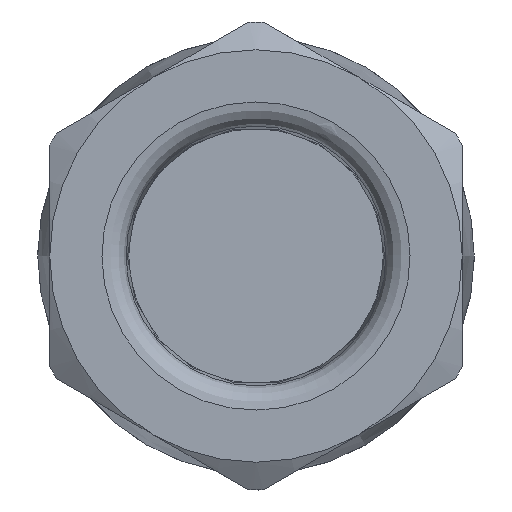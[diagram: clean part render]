
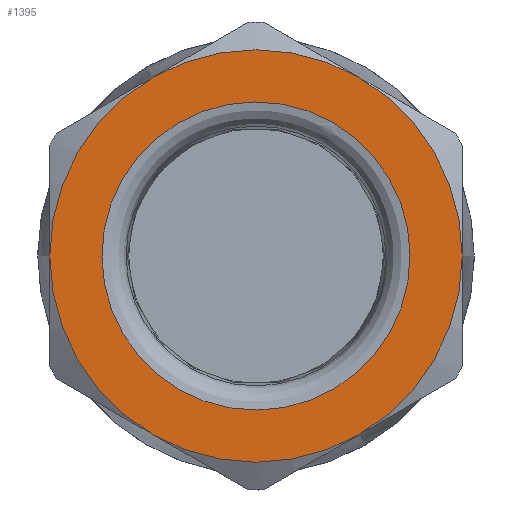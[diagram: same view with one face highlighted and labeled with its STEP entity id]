
A CAD part, left-side view. The second image highlights one B-rep face of the part: STEP entity #1395.
In plain terms, the highlighted planar face has unit normal (-1, 0, 0).
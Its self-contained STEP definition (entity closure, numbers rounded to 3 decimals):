
#963=B_SPLINE_CURVE_WITH_KNOTS('',3,(#5455,#5456,#5457,#5458),
 .UNSPECIFIED.,.F.,.F.,(4,4),(0.,1.),.UNSPECIFIED.);
#968=B_SPLINE_CURVE_WITH_KNOTS('',3,(#5520,#5521,#5522,#5523),
 .UNSPECIFIED.,.F.,.F.,(4,4),(0.,1.),.UNSPECIFIED.);
#973=B_SPLINE_CURVE_WITH_KNOTS('',3,(#5561,#5562,#5563,#5564),
 .UNSPECIFIED.,.F.,.F.,(4,4),(0.,1.),.UNSPECIFIED.);
#979=B_SPLINE_CURVE_WITH_KNOTS('',3,(#5631,#5632,#5633,#5634),
 .UNSPECIFIED.,.F.,.F.,(4,4),(0.,1.),.UNSPECIFIED.);
#981=B_SPLINE_CURVE_WITH_KNOTS('',3,(#5662,#5663,#5664,#5665),
 .UNSPECIFIED.,.F.,.F.,(4,4),(0.,1.),.UNSPECIFIED.);
#983=B_SPLINE_CURVE_WITH_KNOTS('',3,(#5691,#5692,#5693,#5694),
 .UNSPECIFIED.,.F.,.F.,(4,4),(0.,1.),.UNSPECIFIED.);
#1395=ADVANCED_FACE('',(#1543,#1544),#1473,.T.);
#1473=PLANE('',#3178);
#1543=FACE_BOUND('',#1698,.T.);
#1544=FACE_BOUND('',#1699,.T.);
#1698=EDGE_LOOP('',(#2285));
#1699=EDGE_LOOP('',(#2286,#2287,#2288,#2289,#2290,#2291,#2292,#2293,#2294,
#2295,#2296,#2297));
#2285=ORIENTED_EDGE('',*,*,#2823,.T.);
#2286=ORIENTED_EDGE('',*,*,#2874,.T.);
#2287=ORIENTED_EDGE('',*,*,#2872,.F.);
#2288=ORIENTED_EDGE('',*,*,#2826,.T.);
#2289=ORIENTED_EDGE('',*,*,#2840,.F.);
#2290=ORIENTED_EDGE('',*,*,#2841,.T.);
#2291=ORIENTED_EDGE('',*,*,#2850,.F.);
#2292=ORIENTED_EDGE('',*,*,#2875,.T.);
#2293=ORIENTED_EDGE('',*,*,#2876,.F.);
#2294=ORIENTED_EDGE('',*,*,#2877,.T.);
#2295=ORIENTED_EDGE('',*,*,#2856,.F.);
#2296=ORIENTED_EDGE('',*,*,#2858,.T.);
#2297=ORIENTED_EDGE('',*,*,#2867,.F.);
#2532=VERTEX_POINT('',#5338);
#2535=VERTEX_POINT('',#5380);
#2536=VERTEX_POINT('',#5381);
#2545=VERTEX_POINT('',#5454);
#2546=VERTEX_POINT('',#5461);
#2551=VERTEX_POINT('',#5519);
#2554=VERTEX_POINT('',#5560);
#2555=VERTEX_POINT('',#5565);
#2556=VERTEX_POINT('',#5572);
#2561=VERTEX_POINT('',#5630);
#2564=VERTEX_POINT('',#5666);
#2565=VERTEX_POINT('',#5690);
#2566=VERTEX_POINT('',#5695);
#2823=EDGE_CURVE('',#2532,#2532,#2960,.T.);
#2826=EDGE_CURVE('',#2535,#2536,#2963,.T.);
#2840=EDGE_CURVE('',#2545,#2536,#963,.T.);
#2841=EDGE_CURVE('',#2545,#2546,#2968,.T.);
#2850=EDGE_CURVE('',#2551,#2546,#968,.T.);
#2856=EDGE_CURVE('',#2554,#2555,#973,.T.);
#2858=EDGE_CURVE('',#2554,#2556,#2971,.T.);
#2867=EDGE_CURVE('',#2561,#2556,#979,.T.);
#2872=EDGE_CURVE('',#2535,#2564,#981,.T.);
#2874=EDGE_CURVE('',#2561,#2564,#2976,.T.);
#2875=EDGE_CURVE('',#2551,#2565,#2977,.T.);
#2876=EDGE_CURVE('',#2566,#2565,#983,.T.);
#2877=EDGE_CURVE('',#2566,#2555,#2978,.T.);
#2960=CIRCLE('',#3149,6.354);
#2963=CIRCLE('',#3153,8.502);
#2968=CIRCLE('',#3160,8.502);
#2971=CIRCLE('',#3166,8.502);
#2976=CIRCLE('',#3175,8.502);
#2977=CIRCLE('',#3176,8.502);
#2978=CIRCLE('',#3177,8.502);
#3149=AXIS2_PLACEMENT_3D('',#5337,#3653,#3654);
#3153=AXIS2_PLACEMENT_3D('',#5379,#3661,#3662);
#3160=AXIS2_PLACEMENT_3D('',#5460,#3678,#3679);
#3166=AXIS2_PLACEMENT_3D('',#5571,#3693,#3694);
#3175=AXIS2_PLACEMENT_3D('',#5672,#3714,#3715);
#3176=AXIS2_PLACEMENT_3D('',#5689,#3716,#3717);
#3177=AXIS2_PLACEMENT_3D('',#5696,#3718,#3719);
#3178=AXIS2_PLACEMENT_3D('',#5697,#3720,#3721);
#3653=DIRECTION('',(1.,0.,0.));
#3654=DIRECTION('',(0.,-0.496,0.868));
#3661=DIRECTION('',(-1.,0.,0.));
#3662=DIRECTION('',(0.,0.504,0.864));
#3678=DIRECTION('',(-1.,0.,0.));
#3679=DIRECTION('',(0.,1.,-0.005));
#3693=DIRECTION('',(-1.,0.,0.));
#3694=DIRECTION('',(0.,-1.,0.005));
#3714=DIRECTION('',(-1.,0.,0.));
#3715=DIRECTION('',(0.,-0.496,0.868));
#3716=DIRECTION('',(-1.,0.,0.));
#3717=DIRECTION('',(0.,0.496,-0.868));
#3718=DIRECTION('',(-1.,0.,0.));
#3719=DIRECTION('',(0.,-0.504,-0.864));
#3720=DIRECTION('',(-1.,0.,0.));
#3721=DIRECTION('',(0.,0.868,0.496));
#5337=CARTESIAN_POINT('',(-58.45,0.,0.));
#5338=CARTESIAN_POINT('',(-58.45,-3.15,5.518));
#5379=CARTESIAN_POINT('',(-58.45,0.,0.));
#5380=CARTESIAN_POINT('',(-58.45,4.287,7.342));
#5381=CARTESIAN_POINT('',(-58.45,8.502,0.041));
#5454=CARTESIAN_POINT('',(-58.45,8.502,-0.041));
#5455=CARTESIAN_POINT('',(-58.45,8.502,-0.041));
#5456=CARTESIAN_POINT('',(-58.45,8.502,-0.014));
#5457=CARTESIAN_POINT('',(-58.45,8.502,0.014));
#5458=CARTESIAN_POINT('',(-58.45,8.502,0.041));
#5460=CARTESIAN_POINT('',(-58.45,0.,0.));
#5461=CARTESIAN_POINT('',(-58.45,4.287,-7.342));
#5519=CARTESIAN_POINT('',(-58.45,4.215,-7.384));
#5520=CARTESIAN_POINT('',(-58.45,4.215,-7.384));
#5521=CARTESIAN_POINT('',(-58.45,4.239,-7.37));
#5522=CARTESIAN_POINT('',(-58.45,4.263,-7.356));
#5523=CARTESIAN_POINT('',(-58.45,4.287,-7.342));
#5560=CARTESIAN_POINT('',(-58.45,-8.502,0.041));
#5561=CARTESIAN_POINT('',(-58.45,-8.502,0.041));
#5562=CARTESIAN_POINT('',(-58.45,-8.502,0.014));
#5563=CARTESIAN_POINT('',(-58.45,-8.502,-0.014));
#5564=CARTESIAN_POINT('',(-58.45,-8.502,-0.041));
#5565=CARTESIAN_POINT('',(-58.45,-8.502,-0.041));
#5571=CARTESIAN_POINT('',(-58.45,0.,0.));
#5572=CARTESIAN_POINT('',(-58.45,-4.287,7.342));
#5630=CARTESIAN_POINT('',(-58.45,-4.215,7.384));
#5631=CARTESIAN_POINT('',(-58.45,-4.215,7.384));
#5632=CARTESIAN_POINT('',(-58.45,-4.239,7.37));
#5633=CARTESIAN_POINT('',(-58.45,-4.263,7.356));
#5634=CARTESIAN_POINT('',(-58.45,-4.287,7.342));
#5662=CARTESIAN_POINT('',(-58.45,4.287,7.342));
#5663=CARTESIAN_POINT('',(-58.45,4.263,7.356));
#5664=CARTESIAN_POINT('',(-58.45,4.239,7.37));
#5665=CARTESIAN_POINT('',(-58.45,4.215,7.384));
#5666=CARTESIAN_POINT('',(-58.45,4.215,7.384));
#5672=CARTESIAN_POINT('',(-58.45,0.,0.));
#5689=CARTESIAN_POINT('',(-58.45,0.,0.));
#5690=CARTESIAN_POINT('',(-58.45,-4.215,-7.384));
#5691=CARTESIAN_POINT('',(-58.45,-4.287,-7.342));
#5692=CARTESIAN_POINT('',(-58.45,-4.263,-7.356));
#5693=CARTESIAN_POINT('',(-58.45,-4.239,-7.37));
#5694=CARTESIAN_POINT('',(-58.45,-4.215,-7.384));
#5695=CARTESIAN_POINT('',(-58.45,-4.287,-7.342));
#5696=CARTESIAN_POINT('',(-58.45,0.,0.));
#5697=CARTESIAN_POINT('',(-58.45,-14.028,2.791));
